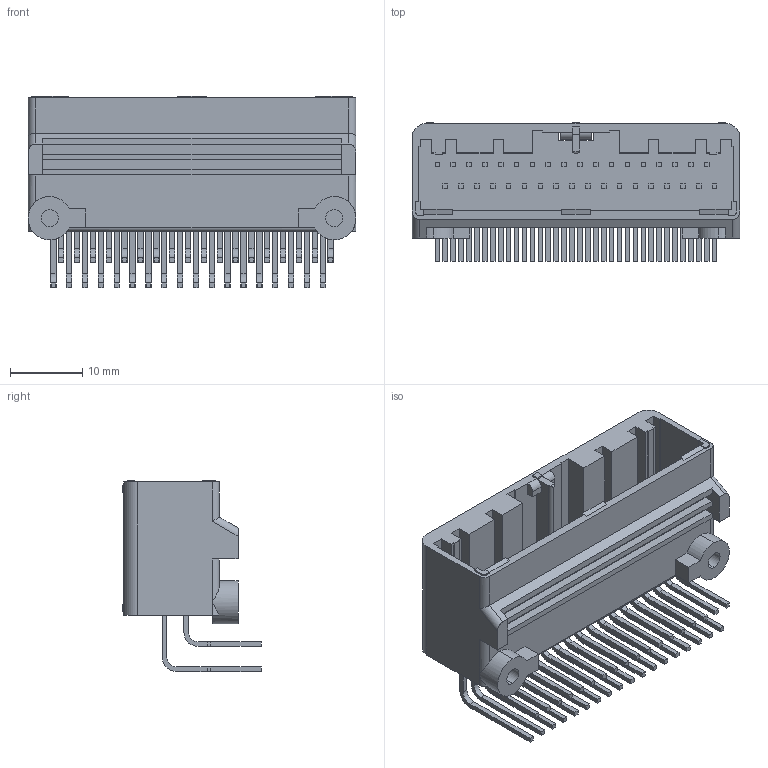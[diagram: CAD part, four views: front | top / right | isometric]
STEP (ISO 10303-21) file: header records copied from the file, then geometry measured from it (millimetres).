
FILE_DESCRIPTION (( 'STEP AP203' ), '1' );
FILE_NAME ('K3D-MX84B036NF1-V1_JAE_Proprietary.step', '2022-11-16T07:58:30', ( '' ), ( '' ), 'SwSTEP 2.0', 'SolidWorks 2021', '' );
FILE_SCHEMA (( 'CONFIG_CONTROL_DESIGN' ));
Length unit declared in the file: millimetre
Products named in the file (1): K3D-MX84B036NF1-V1_JAE_Proprietary
Bounding box: 45.5 x 19.2 x 26.52 mm (x, y, z)
Volume: 5916.3 mm3; surface area: 8374.4 mm2
Topology: 1 solids, 1 shells, 820 faces, 2228 edges, 1482 vertices
Faces by surface type: plane 718, cylinder 102
Entity records: 25595 total; most frequent: CARTESIAN_POINT 4591, ORIENTED_EDGE 4456, DIRECTION 4056, EDGE_CURVE 2228, LINE 2018, VECTOR 2018, VERTEX_POINT 1482, AXIS2_PLACEMENT_3D 1019
